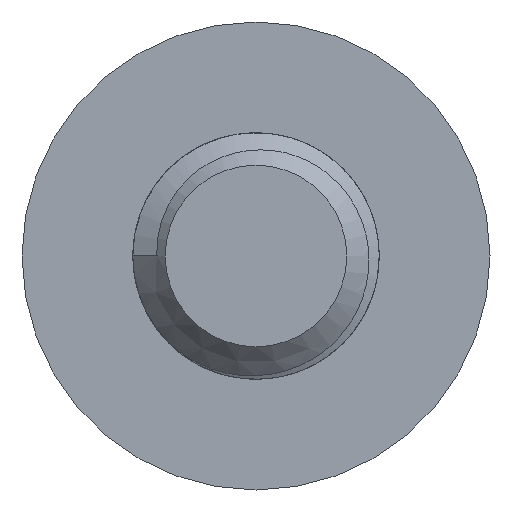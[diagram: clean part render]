
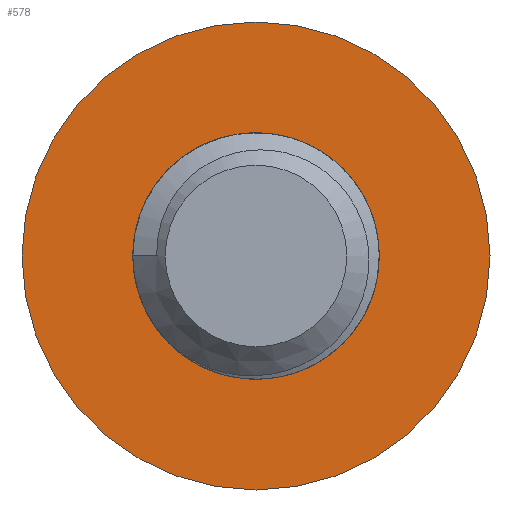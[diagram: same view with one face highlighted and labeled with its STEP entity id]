
A CAD part, left-side view. The second image highlights one B-rep face of the part: STEP entity #578.
In plain terms, the highlighted face is planar.
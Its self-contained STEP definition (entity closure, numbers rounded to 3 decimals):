
#24=PLANE('',#644);
#36=FACE_BOUND('',#105,.T.);
#64=FACE_OUTER_BOUND('',#104,.T.);
#104=EDGE_LOOP('',(#451));
#105=EDGE_LOOP('',(#452,#453,#454));
#124=CIRCLE('',#613,2.);
#125=CIRCLE('',#615,2.);
#128=CIRCLE('',#630,3.8);
#137=CIRCLE('',#645,2.);
#242=VERTEX_POINT('',#803);
#245=VERTEX_POINT('',#821);
#248=VERTEX_POINT('',#1032);
#272=VERTEX_POINT('',#1824);
#296=EDGE_CURVE('',#245,#242,#124,.T.);
#299=EDGE_CURVE('',#248,#245,#125,.T.);
#335=EDGE_CURVE('',#272,#272,#128,.T.);
#349=EDGE_CURVE('',#242,#248,#137,.T.);
#451=ORIENTED_EDGE('',*,*,#335,.F.);
#452=ORIENTED_EDGE('',*,*,#299,.F.);
#453=ORIENTED_EDGE('',*,*,#349,.F.);
#454=ORIENTED_EDGE('',*,*,#296,.F.);
#578=ADVANCED_FACE('',(#64,#36),#24,.F.);
#613=AXIS2_PLACEMENT_3D('',#1027,#670,#671);
#615=AXIS2_PLACEMENT_3D('',#1043,#675,#676);
#630=AXIS2_PLACEMENT_3D('',#1826,#716,#717);
#644=AXIS2_PLACEMENT_3D('',#1933,#746,#747);
#645=AXIS2_PLACEMENT_3D('',#1934,#748,#749);
#670=DIRECTION('center_axis',(0.,0.,-1.));
#671=DIRECTION('ref_axis',(1.,0.,0.));
#675=DIRECTION('center_axis',(0.,0.,-1.));
#676=DIRECTION('ref_axis',(1.,0.,0.));
#716=DIRECTION('center_axis',(0.,0.,1.));
#717=DIRECTION('ref_axis',(1.,0.,0.));
#746=DIRECTION('center_axis',(0.,0.,1.));
#747=DIRECTION('ref_axis',(1.,0.,0.));
#748=DIRECTION('center_axis',(0.,0.,-1.));
#749=DIRECTION('ref_axis',(1.,0.,0.));
#803=CARTESIAN_POINT('',(0.,-2.,-2.2));
#821=CARTESIAN_POINT('',(0.675,-1.883,-2.2));
#1027=CARTESIAN_POINT('Origin',(0.,0.,-2.2));
#1032=CARTESIAN_POINT('',(1.807,-0.857,-2.2));
#1043=CARTESIAN_POINT('Origin',(0.,0.,-2.2));
#1824=CARTESIAN_POINT('',(-3.8,0.,-2.2));
#1826=CARTESIAN_POINT('Origin',(0.,0.,-2.2));
#1933=CARTESIAN_POINT('Origin',(0.,-3.8,-2.2));
#1934=CARTESIAN_POINT('Origin',(0.,0.,-2.2));
